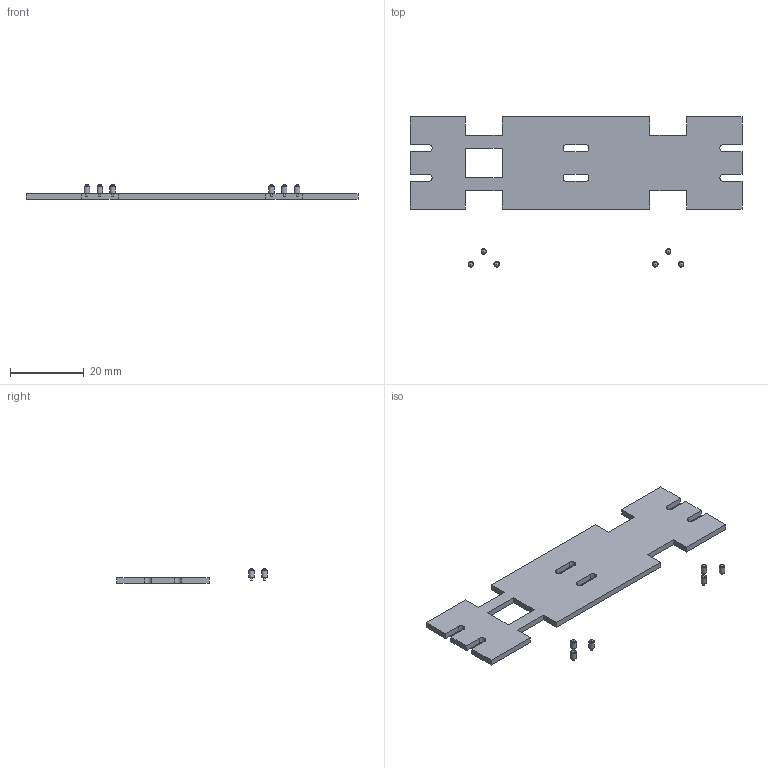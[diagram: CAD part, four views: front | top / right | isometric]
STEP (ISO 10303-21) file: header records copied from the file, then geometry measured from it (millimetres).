
FILE_DESCRIPTION(('KiCad electronic assembly'),'2;1');
FILE_NAME('OpenHO_Engine_3.step','2020-02-07T10:45:42',('An Author'),( 'A Company'),'Open CASCADE STEP processor 6.9', 'KiCad to STEP converter','Unknown');
FILE_SCHEMA(('AUTOMOTIVE_DESIGN { 1 0 10303 214 1 1 1 1 }'));
Length unit declared in the file: millimetre
Products named in the file (4): Open CASCADE STEP translator 6.9 1; IS_POGO_D15x24_THT; SOLID; COMPOUND
Assembly tree (8 placements, depth 3):
  Open CASCADE STEP translator 6.9 1
    IS_POGO_D15x24_THT  x6
      SOLID
    COMPOUND
Bounding box: 90 x 40.75 x 4.05 mm (x, y, z)
Volume: 3058.8 mm3; surface area: 4504.9 mm2
Topology: 7 solids, 13 shells, 110 faces, 228 edges, 150 vertices
Faces by surface type: plane 72, cylinder 26, revolution 6, sphere 6
Full cylindrical faces by diameter (mm): 0.5 x6, 1 x6, 1.5 x6
Entity records: 4070 total; most frequent: CARTESIAN_POINT 742, DIRECTION 620, LINE 422, VECTOR 422, ORIENTED_EDGE 314, PCURVE 314, DEFINITIONAL_REPRESENTATION 314, EDGE_CURVE 157
